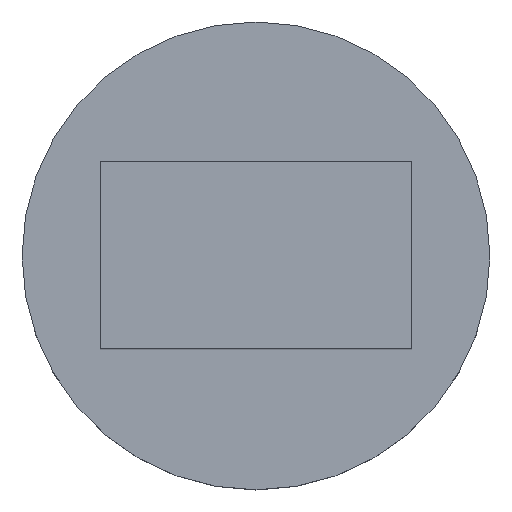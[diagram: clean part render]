
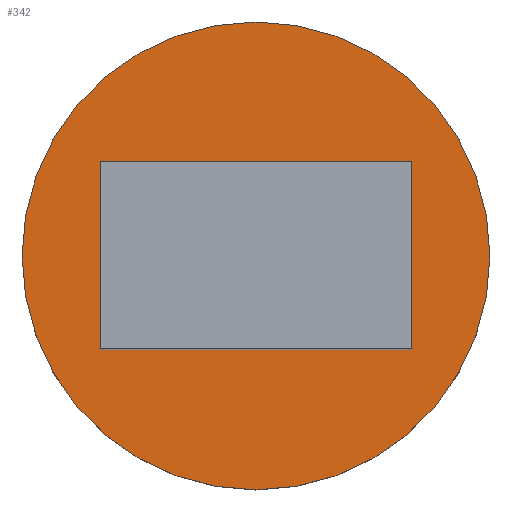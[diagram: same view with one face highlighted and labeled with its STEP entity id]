
A CAD part, top view. The second image highlights one B-rep face of the part: STEP entity #342.
In plain terms, the highlighted planar face has unit normal (0, 0, 1).
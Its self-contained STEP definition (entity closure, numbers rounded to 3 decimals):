
#10 = VECTOR ( 'NONE', #313, 1000. ) ;
#13 = DIRECTION ( 'NONE',  ( 1., 0., 0. ) ) ;
#22 = DIRECTION ( 'NONE',  ( 0., 0., 1. ) ) ;
#29 = ORIENTED_EDGE ( 'NONE', *, *, #395, .T. ) ;
#39 = VERTEX_POINT ( 'NONE', #109 ) ;
#49 = DIRECTION ( 'NONE',  ( 0., 0., 1. ) ) ;
#67 = DIRECTION ( 'NONE',  ( 0., -1., 0. ) ) ;
#76 = CIRCLE ( 'NONE', #90, 15. ) ;
#79 = EDGE_CURVE ( 'NONE', #39, #326, #211, .T. ) ;
#89 = AXIS2_PLACEMENT_3D ( 'NONE', #213, #49, #386 ) ;
#90 = AXIS2_PLACEMENT_3D ( 'NONE', #104, #319, #527 ) ;
#99 = DIRECTION ( 'NONE',  ( 1., 0., 0. ) ) ;
#104 = CARTESIAN_POINT ( 'NONE',  ( 0., 0., 9.8 ) ) ;
#109 = CARTESIAN_POINT ( 'NONE',  ( -15., 0., 9.8 ) ) ;
#131 = FACE_OUTER_BOUND ( 'NONE', #366, .T. ) ;
#135 = PLANE ( 'NONE',  #166 ) ;
#144 = CARTESIAN_POINT ( 'NONE',  ( 10., -6., 9.8 ) ) ;
#150 = ORIENTED_EDGE ( 'NONE', *, *, #79, .T. ) ;
#151 = LINE ( 'NONE', #144, #470 ) ;
#166 = AXIS2_PLACEMENT_3D ( 'NONE', #519, #22, #99 ) ;
#177 = ORIENTED_EDGE ( 'NONE', *, *, #415, .F. ) ;
#185 = VERTEX_POINT ( 'NONE', #259 ) ;
#211 = CIRCLE ( 'NONE', #89, 15. ) ;
#213 = CARTESIAN_POINT ( 'NONE',  ( 0., 0., 9.8 ) ) ;
#220 = VERTEX_POINT ( 'NONE', #338 ) ;
#228 = VECTOR ( 'NONE', #13, 1000. ) ;
#229 = EDGE_CURVE ( 'NONE', #271, #300, #471, .T. ) ;
#259 = CARTESIAN_POINT ( 'NONE',  ( -10., 6., 9.8 ) ) ;
#271 = VERTEX_POINT ( 'NONE', #479 ) ;
#282 = CARTESIAN_POINT ( 'NONE',  ( 10., 6., 9.8 ) ) ;
#300 = VERTEX_POINT ( 'NONE', #432 ) ;
#309 = CARTESIAN_POINT ( 'NONE',  ( -10., -6., 9.8 ) ) ;
#311 = DIRECTION ( 'NONE',  ( 0., 1., 0. ) ) ;
#313 = DIRECTION ( 'NONE',  ( -1., 0., 0. ) ) ;
#319 = DIRECTION ( 'NONE',  ( 0., 0., 1. ) ) ;
#326 = VERTEX_POINT ( 'NONE', #344 ) ;
#338 = CARTESIAN_POINT ( 'NONE',  ( 10., 6., 9.8 ) ) ;
#342 = ADVANCED_FACE ( 'NONE', ( #517, #131 ), #135, .T. ) ;
#344 = CARTESIAN_POINT ( 'NONE',  ( 15., 0., 9.8 ) ) ;
#355 = LINE ( 'NONE', #282, #10 ) ;
#366 = EDGE_LOOP ( 'NONE', ( #150, #29 ) ) ;
#386 = DIRECTION ( 'NONE',  ( 1., 0., 0. ) ) ;
#395 = EDGE_CURVE ( 'NONE', #326, #39, #76, .T. ) ;
#403 = VECTOR ( 'NONE', #67, 1000. ) ;
#404 = EDGE_CURVE ( 'NONE', #220, #185, #355, .T. ) ;
#407 = ORIENTED_EDGE ( 'NONE', *, *, #404, .F. ) ;
#415 = EDGE_CURVE ( 'NONE', #185, #271, #443, .T. ) ;
#432 = CARTESIAN_POINT ( 'NONE',  ( 10., -6., 9.8 ) ) ;
#443 = LINE ( 'NONE', #531, #403 ) ;
#450 = EDGE_LOOP ( 'NONE', ( #407, #454, #521, #177 ) ) ;
#454 = ORIENTED_EDGE ( 'NONE', *, *, #466, .F. ) ;
#466 = EDGE_CURVE ( 'NONE', #300, #220, #151, .T. ) ;
#470 = VECTOR ( 'NONE', #311, 1000. ) ;
#471 = LINE ( 'NONE', #309, #228 ) ;
#479 = CARTESIAN_POINT ( 'NONE',  ( -10., -6., 9.8 ) ) ;
#517 = FACE_BOUND ( 'NONE', #450, .T. ) ;
#519 = CARTESIAN_POINT ( 'NONE',  ( 0., 0., 9.8 ) ) ;
#521 = ORIENTED_EDGE ( 'NONE', *, *, #229, .F. ) ;
#527 = DIRECTION ( 'NONE',  ( 1., 0., 0. ) ) ;
#531 = CARTESIAN_POINT ( 'NONE',  ( -10., 6., 9.8 ) ) ;
